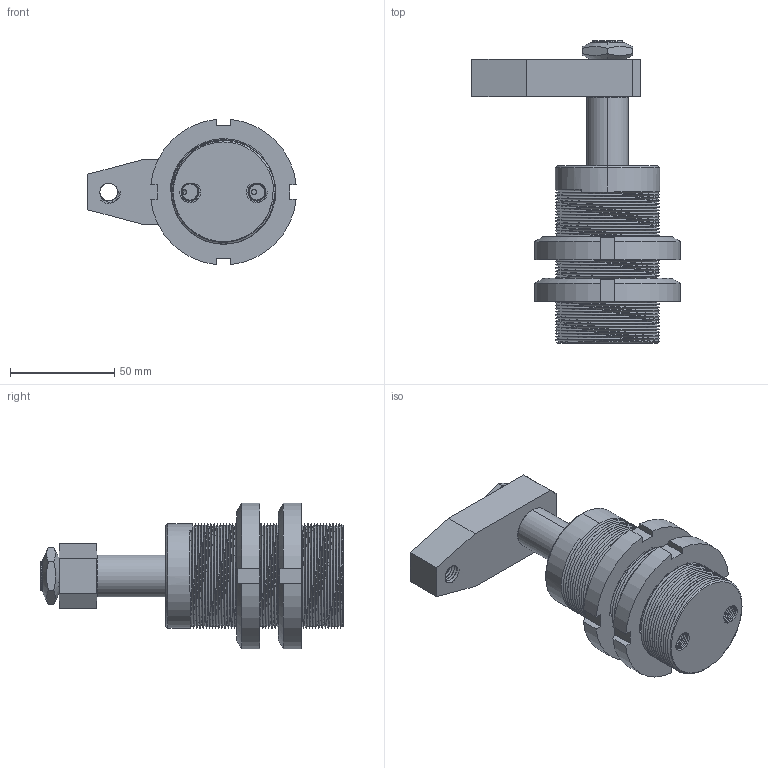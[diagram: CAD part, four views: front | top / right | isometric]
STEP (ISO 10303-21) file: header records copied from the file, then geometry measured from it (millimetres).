
FILE_DESCRIPTION (( 'STEP AP214' ), '1' );
FILE_NAME ('chs-tb32s_asm.STEP', '2020-02-12T07:46:49', ( '' ), ( '' ), 'SwSTEP 2.0', 'SolidWorks 2016', '' );
FILE_SCHEMA (( 'AUTOMOTIVE_DESIGN' ));
Length unit declared in the file: millimetre
Products named in the file (6): CHS-TB32-04_1; M16_8; CHS-32S-01_8; CHS-32S-02_6; CHS-TB32-03_1; chs-tb32s_asm
Assembly tree (6 placements, depth 2):
  chs-tb32s_asm
    CHS-TB32-03_1
    CHS-32S-02_6
    CHS-32S-01_8
    M16_8
    CHS-TB32-04_1  x2
Bounding box: 99.82 x 144.9 x 69.65 mm (x, y, z)
Volume: 264408 mm3; surface area: 70952.5 mm2
Topology: 7 solids, 7 shells, 446 faces, 1533 edges, 1101 vertices
Faces by surface type: cylinder 211, cone 93, plane 76, bspline 66
Entity records: 59078 total; most frequent: CARTESIAN_POINT 48719, ORIENTED_EDGE 2808, EDGE_CURVE 1404, DIRECTION 1116, B_SPLINE_CURVE_WITH_KNOTS 1033, VERTEX_POINT 1020, EDGE_LOOP 420, ADVANCED_FACE 404
